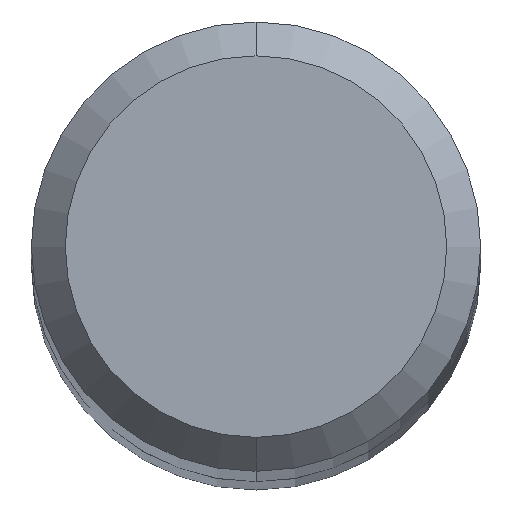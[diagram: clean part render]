
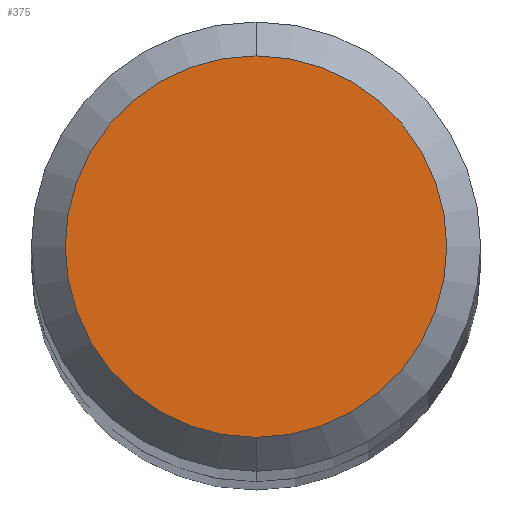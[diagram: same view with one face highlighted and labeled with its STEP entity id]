
A CAD part, top view. The second image highlights one B-rep face of the part: STEP entity #375.
In plain terms, the highlighted planar face has unit normal (0, 0, 1).
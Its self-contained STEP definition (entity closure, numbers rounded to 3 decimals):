
#207=VERTEX_POINT('',#488);
#225=VERTEX_POINT('',#509);
#241=EDGE_CURVE('',#207,#225,#527,.T.);
#353=EDGE_CURVE('',#225,#207,#647,.T.);
#375=ADVANCED_FACE('',(#672),#673,.T.);
#488=CARTESIAN_POINT('',(0.,-2.25,0.0));
#509=CARTESIAN_POINT('',(0.0,2.25,0.0));
#527=CIRCLE('',#899,2.25);
#647=CIRCLE('',#1159,2.25);
#672=FACE_OUTER_BOUND('',#1190,.T.);
#673=PLANE('',#1191);
#899=AXIS2_PLACEMENT_3D('',#1426,#1427,#1428);
#1159=AXIS2_PLACEMENT_3D('',#1534,#1535,#1536);
#1190=EDGE_LOOP('',(#1585,#1586));
#1191=AXIS2_PLACEMENT_3D('',#1587,#1588,#1589);
#1426=CARTESIAN_POINT('',(0.0,0.0,0.0));
#1427=DIRECTION('',(0.0,0.0,-1.0));
#1428=DIRECTION('',(0.0,1.0,0.0));
#1534=CARTESIAN_POINT('',(0.0,0.0,0.0));
#1535=DIRECTION('',(0.0,0.0,-1.0));
#1536=DIRECTION('',(0.0,1.0,0.0));
#1585=ORIENTED_EDGE('',*,*,#353,.F.);
#1586=ORIENTED_EDGE('',*,*,#241,.F.);
#1587=CARTESIAN_POINT('',(0.0,1.125,0.0));
#1588=DIRECTION('',(-0.0,0.0,1.0));
#1589=DIRECTION('',(0.0,-1.0,0.0));
